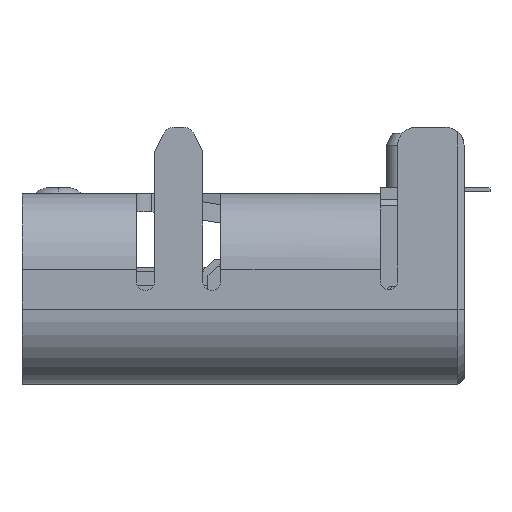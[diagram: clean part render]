
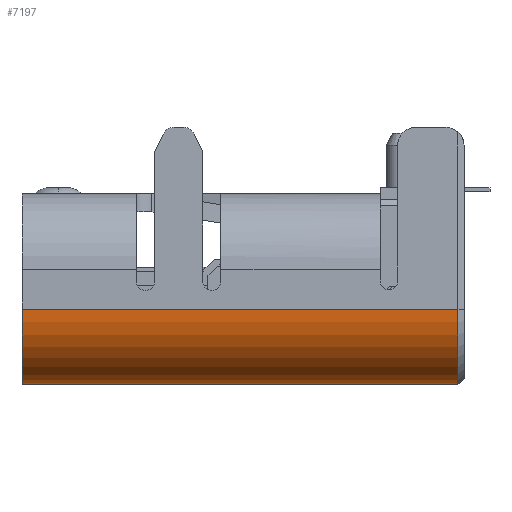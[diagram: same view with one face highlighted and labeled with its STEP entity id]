
A CAD part, left-side view. The second image highlights one B-rep face of the part: STEP entity #7197.
In plain terms, the highlighted cylindrical face has radius 1.25 mm (diameter 2.5 mm), a partial arc.
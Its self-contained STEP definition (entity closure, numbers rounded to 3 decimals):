
#213 = VERTEX_POINT ( 'NONE', #33257 ) ;
#2353 = CARTESIAN_POINT ( 'NONE',  ( -18.475, 42.891, 1.49 ) ) ;
#2569 = EDGE_CURVE ( 'NONE', #31754, #213, #10523, .T. ) ;
#2789 = AXIS2_PLACEMENT_3D ( 'NONE', #6823, #30697, #20685 ) ;
#5805 = ORIENTED_EDGE ( 'NONE', *, *, #11859, .T. ) ;
#6022 = CARTESIAN_POINT ( 'NONE',  ( -17.225, 43.035, 0.24 ) ) ;
#6558 = EDGE_LOOP ( 'NONE', ( #5805, #24036, #43205, #42260 ) ) ;
#6823 = CARTESIAN_POINT ( 'NONE',  ( -17.225, 50.255, 1.49 ) ) ;
#7045 = EDGE_CURVE ( 'NONE', #213, #15856, #15584, .T. ) ;
#7145 = LINE ( 'NONE', #38895, #17818 ) ;
#7197 = ADVANCED_FACE ( 'NONE', ( #20919 ), #26816, .T. ) ;
#7398 = DIRECTION ( 'NONE',  ( 0., 0., -1. ) ) ;
#10523 = CIRCLE ( 'NONE', #18961, 1.25 ) ;
#11519 = VERTEX_POINT ( 'NONE', #43568 ) ;
#11563 = DIRECTION ( 'NONE',  ( 0., -1., 0. ) ) ;
#11859 = EDGE_CURVE ( 'NONE', #11519, #31754, #7145, .T. ) ;
#13196 = DIRECTION ( 'NONE',  ( 0., 1., 0. ) ) ;
#15584 = LINE ( 'NONE', #2353, #40709 ) ;
#15856 = VERTEX_POINT ( 'NONE', #29303 ) ;
#17818 = VECTOR ( 'NONE', #11563, 1000. ) ;
#18961 = AXIS2_PLACEMENT_3D ( 'NONE', #38018, #20956, #7398 ) ;
#20685 = DIRECTION ( 'NONE',  ( 0., 0., -1. ) ) ;
#20919 = FACE_OUTER_BOUND ( 'NONE', #6558, .T. ) ;
#20956 = DIRECTION ( 'NONE',  ( 0., 1., 0. ) ) ;
#21048 = DIRECTION ( 'NONE',  ( 0., 0., -1. ) ) ;
#22346 = AXIS2_PLACEMENT_3D ( 'NONE', #35176, #43938, #21048 ) ;
#24036 = ORIENTED_EDGE ( 'NONE', *, *, #2569, .T. ) ;
#26816 = CYLINDRICAL_SURFACE ( 'NONE', #22346, 1.25 ) ;
#29303 = CARTESIAN_POINT ( 'NONE',  ( -18.475, 50.255, 1.49 ) ) ;
#30697 = DIRECTION ( 'NONE',  ( 0., -1., 0. ) ) ;
#31754 = VERTEX_POINT ( 'NONE', #6022 ) ;
#33257 = CARTESIAN_POINT ( 'NONE',  ( -18.475, 43.035, 1.49 ) ) ;
#35176 = CARTESIAN_POINT ( 'NONE',  ( -17.225, 42.891, 1.49 ) ) ;
#38018 = CARTESIAN_POINT ( 'NONE',  ( -17.225, 43.035, 1.49 ) ) ;
#38895 = CARTESIAN_POINT ( 'NONE',  ( -17.225, 46.645, 0.24 ) ) ;
#39366 = CIRCLE ( 'NONE', #2789, 1.25 ) ;
#39552 = EDGE_CURVE ( 'NONE', #15856, #11519, #39366, .T. ) ;
#40709 = VECTOR ( 'NONE', #13196, 1000. ) ;
#42260 = ORIENTED_EDGE ( 'NONE', *, *, #39552, .T. ) ;
#43205 = ORIENTED_EDGE ( 'NONE', *, *, #7045, .T. ) ;
#43568 = CARTESIAN_POINT ( 'NONE',  ( -17.225, 50.255, 0.24 ) ) ;
#43938 = DIRECTION ( 'NONE',  ( 0., 1., 0. ) ) ;
